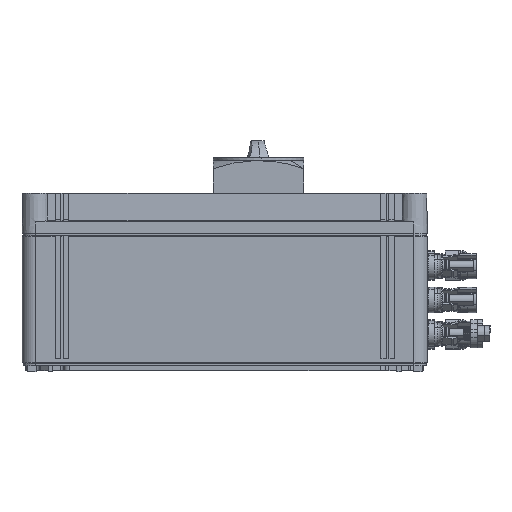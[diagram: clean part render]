
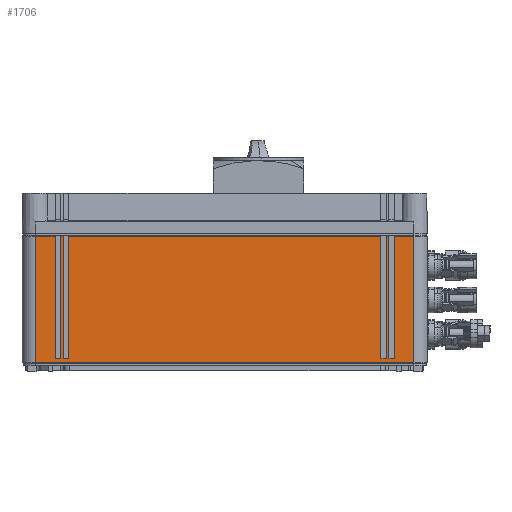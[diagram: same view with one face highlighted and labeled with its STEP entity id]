
A CAD part, left-side view. The second image highlights one B-rep face of the part: STEP entity #1706.
In plain terms, the highlighted planar face has unit normal (-1, 0, 0).
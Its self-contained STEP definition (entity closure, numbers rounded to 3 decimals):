
#1551=AXIS2_PLACEMENT_3D('Plane Axis2P3D',#1548,#1549,#1550) ;
#1165=CARTESIAN_POINT('Vertex',(0.,56.225,100.067)) ;
#1168=CARTESIAN_POINT('Line Origine',(0.,56.225,100.067)) ;
#1172=CARTESIAN_POINT('Vertex',(0.,56.225,6.433)) ;
#1548=CARTESIAN_POINT('Axis2P3D Location',(0.,56.225,100.067)) ;
#1553=CARTESIAN_POINT('Line Origine',(0.,313.725,10.)) ;
#1557=CARTESIAN_POINT('Vertex',(0.,311.725,10.)) ;
#1559=CARTESIAN_POINT('Vertex',(0.,315.725,10.)) ;
#1562=CARTESIAN_POINT('Line Origine',(0.,315.725,55.033)) ;
#1566=CARTESIAN_POINT('Vertex',(0.,315.725,100.067)) ;
#1569=CARTESIAN_POINT('Line Origine',(0.,316.725,100.067)) ;
#1573=CARTESIAN_POINT('Vertex',(0.,317.725,100.067)) ;
#1576=CARTESIAN_POINT('Line Origine',(0.,317.725,55.033)) ;
#1580=CARTESIAN_POINT('Vertex',(0.,317.725,10.)) ;
#1583=CARTESIAN_POINT('Line Origine',(0.,319.725,10.)) ;
#1587=CARTESIAN_POINT('Vertex',(0.,321.725,10.)) ;
#1590=CARTESIAN_POINT('Line Origine',(0.,321.725,55.033)) ;
#1594=CARTESIAN_POINT('Vertex',(0.,321.725,100.067)) ;
#1597=CARTESIAN_POINT('Line Origine',(0.,328.975,100.067)) ;
#1601=CARTESIAN_POINT('Vertex',(0.,336.225,100.067)) ;
#1604=CARTESIAN_POINT('Line Origine',(0.,336.225,53.25)) ;
#1608=CARTESIAN_POINT('Vertex',(0.,336.225,6.433)) ;
#1611=CARTESIAN_POINT('Line Origine',(0.,196.225,6.433)) ;
#1616=CARTESIAN_POINT('Line Origine',(0.,63.475,100.067)) ;
#1620=CARTESIAN_POINT('Vertex',(0.,70.725,100.067)) ;
#1623=CARTESIAN_POINT('Line Origine',(0.,70.725,55.033)) ;
#1627=CARTESIAN_POINT('Vertex',(0.,70.725,10.)) ;
#1630=CARTESIAN_POINT('Line Origine',(0.,72.725,10.)) ;
#1634=CARTESIAN_POINT('Vertex',(0.,74.725,10.)) ;
#1637=CARTESIAN_POINT('Line Origine',(0.,74.725,55.033)) ;
#1641=CARTESIAN_POINT('Vertex',(0.,74.725,100.067)) ;
#1644=CARTESIAN_POINT('Line Origine',(0.,75.725,100.067)) ;
#1648=CARTESIAN_POINT('Vertex',(0.,76.725,100.067)) ;
#1651=CARTESIAN_POINT('Line Origine',(0.,76.725,55.033)) ;
#1655=CARTESIAN_POINT('Vertex',(0.,76.725,10.)) ;
#1658=CARTESIAN_POINT('Line Origine',(0.,78.725,10.)) ;
#1662=CARTESIAN_POINT('Vertex',(0.,80.725,10.)) ;
#1665=CARTESIAN_POINT('Line Origine',(0.,80.725,55.033)) ;
#1669=CARTESIAN_POINT('Vertex',(0.,80.725,100.067)) ;
#1672=CARTESIAN_POINT('Line Origine',(0.,196.225,100.067)) ;
#1676=CARTESIAN_POINT('Vertex',(0.,311.725,100.067)) ;
#1679=CARTESIAN_POINT('Line Origine',(0.,311.725,55.033)) ;
#1169=DIRECTION('Vector Direction',(0.,0.,-1.)) ;
#1549=DIRECTION('Axis2P3D Direction',(-1.,0.,0.)) ;
#1550=DIRECTION('Axis2P3D XDirection',(0.,1.,0.)) ;
#1554=DIRECTION('Vector Direction',(0.,1.,0.)) ;
#1563=DIRECTION('Vector Direction',(0.,0.,1.)) ;
#1570=DIRECTION('Vector Direction',(0.,1.,0.)) ;
#1577=DIRECTION('Vector Direction',(0.,0.,-1.)) ;
#1584=DIRECTION('Vector Direction',(0.,1.,0.)) ;
#1591=DIRECTION('Vector Direction',(0.,0.,1.)) ;
#1598=DIRECTION('Vector Direction',(0.,1.,0.)) ;
#1605=DIRECTION('Vector Direction',(0.,0.,-1.)) ;
#1612=DIRECTION('Vector Direction',(0.,1.,0.)) ;
#1617=DIRECTION('Vector Direction',(0.,1.,0.)) ;
#1624=DIRECTION('Vector Direction',(0.,0.,-1.)) ;
#1631=DIRECTION('Vector Direction',(0.,1.,0.)) ;
#1638=DIRECTION('Vector Direction',(0.,0.,1.)) ;
#1645=DIRECTION('Vector Direction',(0.,1.,0.)) ;
#1652=DIRECTION('Vector Direction',(0.,0.,-1.)) ;
#1659=DIRECTION('Vector Direction',(0.,1.,0.)) ;
#1666=DIRECTION('Vector Direction',(0.,0.,1.)) ;
#1673=DIRECTION('Vector Direction',(0.,1.,0.)) ;
#1680=DIRECTION('Vector Direction',(0.,0.,-1.)) ;
#1170=VECTOR('Line Direction',#1169,1.) ;
#1555=VECTOR('Line Direction',#1554,1.) ;
#1564=VECTOR('Line Direction',#1563,1.) ;
#1571=VECTOR('Line Direction',#1570,1.) ;
#1578=VECTOR('Line Direction',#1577,1.) ;
#1585=VECTOR('Line Direction',#1584,1.) ;
#1592=VECTOR('Line Direction',#1591,1.) ;
#1599=VECTOR('Line Direction',#1598,1.) ;
#1606=VECTOR('Line Direction',#1605,1.) ;
#1613=VECTOR('Line Direction',#1612,1.) ;
#1618=VECTOR('Line Direction',#1617,1.) ;
#1625=VECTOR('Line Direction',#1624,1.) ;
#1632=VECTOR('Line Direction',#1631,1.) ;
#1639=VECTOR('Line Direction',#1638,1.) ;
#1646=VECTOR('Line Direction',#1645,1.) ;
#1653=VECTOR('Line Direction',#1652,1.) ;
#1660=VECTOR('Line Direction',#1659,1.) ;
#1667=VECTOR('Line Direction',#1666,1.) ;
#1674=VECTOR('Line Direction',#1673,1.) ;
#1681=VECTOR('Line Direction',#1680,1.) ;
#1685=ORIENTED_EDGE('',*,*,#1561,.T.) ;
#1686=ORIENTED_EDGE('',*,*,#1568,.T.) ;
#1687=ORIENTED_EDGE('',*,*,#1575,.T.) ;
#1688=ORIENTED_EDGE('',*,*,#1582,.T.) ;
#1689=ORIENTED_EDGE('',*,*,#1589,.T.) ;
#1690=ORIENTED_EDGE('',*,*,#1596,.T.) ;
#1691=ORIENTED_EDGE('',*,*,#1603,.T.) ;
#1692=ORIENTED_EDGE('',*,*,#1610,.T.) ;
#1693=ORIENTED_EDGE('',*,*,#1615,.F.) ;
#1694=ORIENTED_EDGE('',*,*,#1174,.F.) ;
#1695=ORIENTED_EDGE('',*,*,#1622,.T.) ;
#1696=ORIENTED_EDGE('',*,*,#1629,.T.) ;
#1697=ORIENTED_EDGE('',*,*,#1636,.T.) ;
#1698=ORIENTED_EDGE('',*,*,#1643,.T.) ;
#1699=ORIENTED_EDGE('',*,*,#1650,.T.) ;
#1700=ORIENTED_EDGE('',*,*,#1657,.T.) ;
#1701=ORIENTED_EDGE('',*,*,#1664,.T.) ;
#1702=ORIENTED_EDGE('',*,*,#1671,.T.) ;
#1703=ORIENTED_EDGE('',*,*,#1678,.T.) ;
#1704=ORIENTED_EDGE('',*,*,#1683,.T.) ;
#1706=ADVANCED_FACE('GH_FPC_30-30-13',(#1705),#1552,.T.) ;
#1174=EDGE_CURVE('',#1166,#1173,#1171,.T.) ;
#1561=EDGE_CURVE('',#1558,#1560,#1556,.T.) ;
#1568=EDGE_CURVE('',#1560,#1567,#1565,.T.) ;
#1575=EDGE_CURVE('',#1567,#1574,#1572,.T.) ;
#1582=EDGE_CURVE('',#1574,#1581,#1579,.T.) ;
#1589=EDGE_CURVE('',#1581,#1588,#1586,.T.) ;
#1596=EDGE_CURVE('',#1588,#1595,#1593,.T.) ;
#1603=EDGE_CURVE('',#1595,#1602,#1600,.T.) ;
#1610=EDGE_CURVE('',#1602,#1609,#1607,.T.) ;
#1615=EDGE_CURVE('',#1173,#1609,#1614,.T.) ;
#1622=EDGE_CURVE('',#1166,#1621,#1619,.T.) ;
#1629=EDGE_CURVE('',#1621,#1628,#1626,.T.) ;
#1636=EDGE_CURVE('',#1628,#1635,#1633,.T.) ;
#1643=EDGE_CURVE('',#1635,#1642,#1640,.T.) ;
#1650=EDGE_CURVE('',#1642,#1649,#1647,.T.) ;
#1657=EDGE_CURVE('',#1649,#1656,#1654,.T.) ;
#1664=EDGE_CURVE('',#1656,#1663,#1661,.T.) ;
#1671=EDGE_CURVE('',#1663,#1670,#1668,.T.) ;
#1678=EDGE_CURVE('',#1670,#1677,#1675,.T.) ;
#1683=EDGE_CURVE('',#1677,#1558,#1682,.T.) ;
#1684=EDGE_LOOP('',(#1685,#1686,#1687,#1688,#1689,#1690,#1691,#1692,#1693,#1694,#1695,#1696,#1697,#1698,#1699,#1700,#1701,#1702,#1703,#1704)) ;
#1705=FACE_OUTER_BOUND('',#1684,.T.) ;
#1171=LINE('Line',#1168,#1170) ;
#1556=LINE('Line',#1553,#1555) ;
#1565=LINE('Line',#1562,#1564) ;
#1572=LINE('Line',#1569,#1571) ;
#1579=LINE('Line',#1576,#1578) ;
#1586=LINE('Line',#1583,#1585) ;
#1593=LINE('Line',#1590,#1592) ;
#1600=LINE('Line',#1597,#1599) ;
#1607=LINE('Line',#1604,#1606) ;
#1614=LINE('Line',#1611,#1613) ;
#1619=LINE('Line',#1616,#1618) ;
#1626=LINE('Line',#1623,#1625) ;
#1633=LINE('Line',#1630,#1632) ;
#1640=LINE('Line',#1637,#1639) ;
#1647=LINE('Line',#1644,#1646) ;
#1654=LINE('Line',#1651,#1653) ;
#1661=LINE('Line',#1658,#1660) ;
#1668=LINE('Line',#1665,#1667) ;
#1675=LINE('Line',#1672,#1674) ;
#1682=LINE('Line',#1679,#1681) ;
#1552=PLANE('',#1551) ;
#1166=VERTEX_POINT('',#1165) ;
#1173=VERTEX_POINT('',#1172) ;
#1558=VERTEX_POINT('',#1557) ;
#1560=VERTEX_POINT('',#1559) ;
#1567=VERTEX_POINT('',#1566) ;
#1574=VERTEX_POINT('',#1573) ;
#1581=VERTEX_POINT('',#1580) ;
#1588=VERTEX_POINT('',#1587) ;
#1595=VERTEX_POINT('',#1594) ;
#1602=VERTEX_POINT('',#1601) ;
#1609=VERTEX_POINT('',#1608) ;
#1621=VERTEX_POINT('',#1620) ;
#1628=VERTEX_POINT('',#1627) ;
#1635=VERTEX_POINT('',#1634) ;
#1642=VERTEX_POINT('',#1641) ;
#1649=VERTEX_POINT('',#1648) ;
#1656=VERTEX_POINT('',#1655) ;
#1663=VERTEX_POINT('',#1662) ;
#1670=VERTEX_POINT('',#1669) ;
#1677=VERTEX_POINT('',#1676) ;
